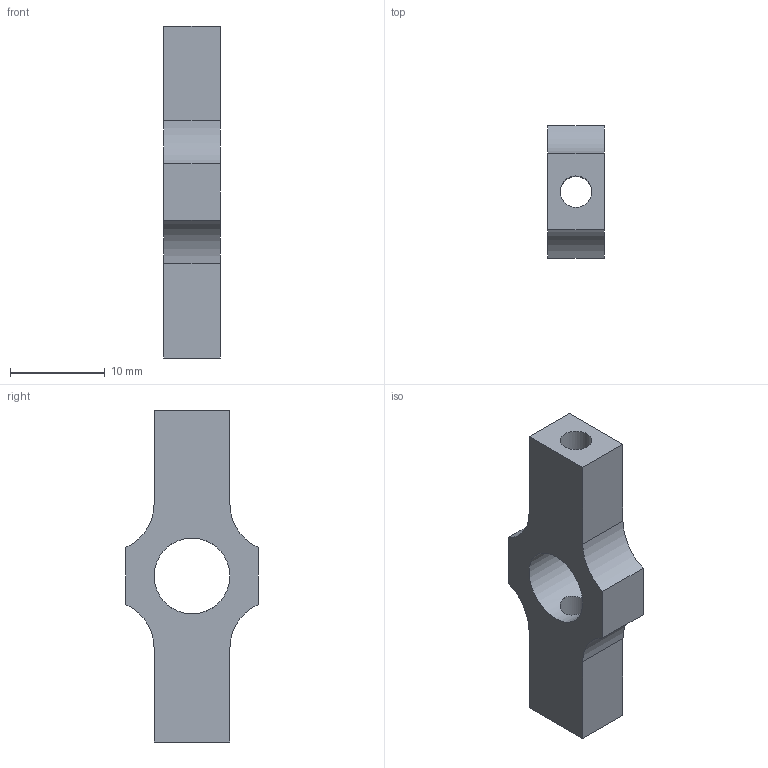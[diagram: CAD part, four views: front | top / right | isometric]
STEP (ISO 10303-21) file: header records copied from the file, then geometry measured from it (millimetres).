
FILE_DESCRIPTION(/* description */ (''),/* implementation_level */ '2;1');
FILE_NAME(/* name */ 'LESU01-102 LEVIER.step',/* time_stamp */ '2022-06-29T15:50:08+02:00',/* author */ (''),/* organization */ (''),/* preprocessor_version */ 'ST-DEVELOPER v19',/* originating_system */ 'Autodesk Translation Framework v11.7.0.108',/* authorisation */ '');
FILE_SCHEMA (('AUTOMOTIVE_DESIGN { 1 0 10303 214 3 1 1 }'));
Length unit declared in the file: millimetre
Products named in the file (1): LESU01-102 LEVIER
Bounding box: 6 x 14 x 35 mm (x, y, z)
Volume: 1449.6 mm3; surface area: 1509.2 mm2
Topology: 1 solids, 1 shells, 17 faces, 47 edges, 32 vertices
Faces by surface type: plane 10, cylinder 7
Full cylindrical faces by diameter (mm): 3.332 x2, 8 x1
Entity records: 654 total; most frequent: CARTESIAN_POINT 165, ORIENTED_EDGE 94, DIRECTION 91, EDGE_CURVE 47, VERTEX_POINT 32, LINE 31, VECTOR 31, AXIS2_PLACEMENT_3D 30
